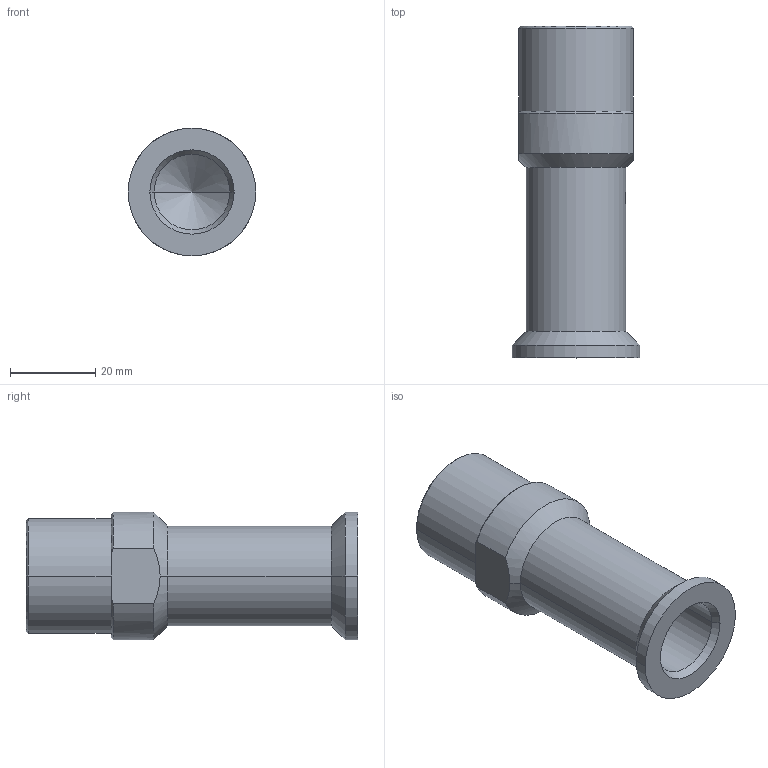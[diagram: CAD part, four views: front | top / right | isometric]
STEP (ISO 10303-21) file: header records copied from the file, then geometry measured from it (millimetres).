
FILE_DESCRIPTION((''),'2;1');
FILE_NAME('3D_1010301202002_CHSF650-95G_V1','2020-09-03T',('lian.chen'),(''),'PRO/ENGINEER BY PARAMETRIC TECHNOLOGY CORPORATION, 2012480','PRO/ENGINEER BY PARAMETRIC TECHNOLOGY CORPORATION, 2012480','');
FILE_SCHEMA(('AUTOMOTIVE_DESIGN { 1 0 10303 214 1 1 1 1 }'));
Length unit declared in the file: millimetre
Products named in the file (1): 3D_1010301202002_CHSF650-95G_V1
Bounding box: 30 x 78 x 30 mm (x, y, z)
Volume: 22319.7 mm3; surface area: 11665.4 mm2
Topology: 1 solids, 1 shells, 41 faces, 104 edges, 65 vertices
Faces by surface type: cylinder 18, cone 14, plane 9
Entity records: 1562 total; most frequent: CARTESIAN_POINT 301, DIRECTION 224, COLOUR_RGB 206, ORIENTED_EDGE 204, EDGE_CURVE 102, AXIS2_PLACEMENT_3D 93, VERTEX_POINT 65, CIRCLE 52
